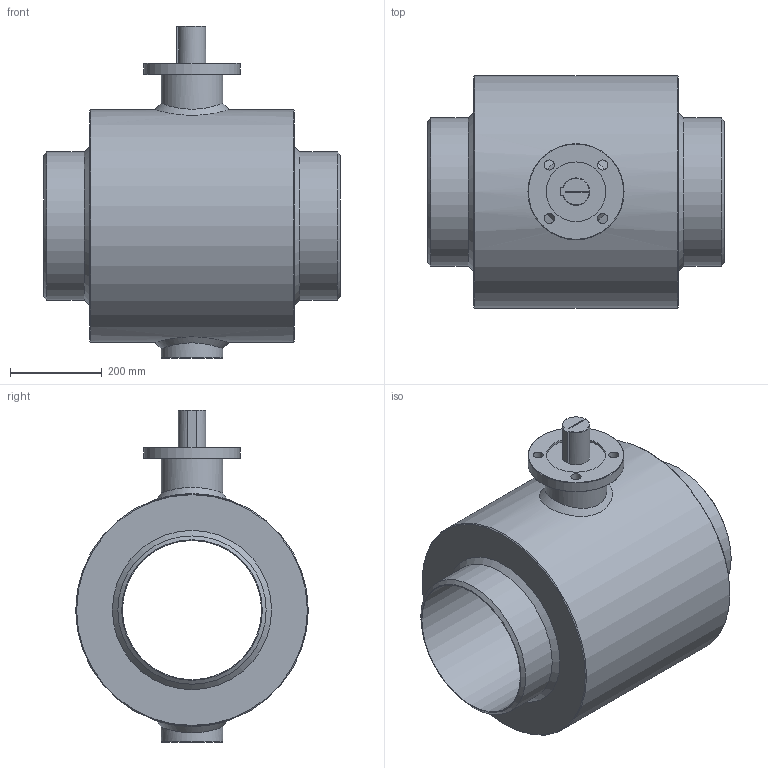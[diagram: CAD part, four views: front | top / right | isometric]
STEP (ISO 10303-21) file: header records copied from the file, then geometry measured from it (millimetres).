
FILE_DESCRIPTION( ( 'Unknown' ), '1' );
FILE_NAME( 'E1-300WWi_1.stp', 'Unknown', ( 'Unknown' ), ( 'Unknown' ), 'PSStep 11.0', 'Unknown', ' ' );
FILE_SCHEMA( ( 'AUTOMOTIVE_DESIGN { 1 0 10303 214 1 1 1 1 }' ) );
Length unit declared in the file: millimetre
Products named in the file (1): 1
Bounding box: 648 x 508 x 725.2 mm (x, y, z)
Volume: 62937118.7 mm3; surface area: 1896354 mm2
Topology: 1 solids, 1 shells, 43 faces, 97 edges, 62 vertices
Faces by surface type: plane 17, cylinder 13, cone 11, bspline 2
Full cylindrical faces by diameter (mm): 22 x4, 60 x1, 130 x1, 135 x2, 210 x1, 304 x1, 323.9 x2, 508 x1
Entity records: 1939 total; most frequent: CARTESIAN_POINT 721, DIRECTION 180, ORIENTED_EDGE 132, EDGE_LOOP 84, AXIS2_PLACEMENT_3D 80, EDGE_CURVE 66, FACE_OUTER_BOUND 58, VERTEX_POINT 56
